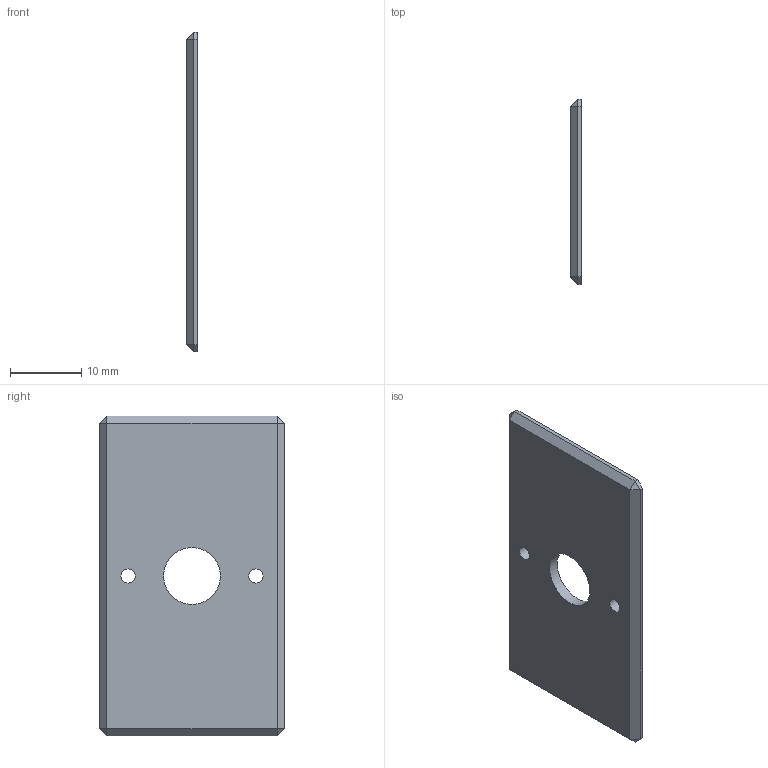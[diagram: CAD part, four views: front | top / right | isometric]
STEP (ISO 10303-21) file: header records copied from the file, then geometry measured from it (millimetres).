
FILE_DESCRIPTION(/* description */ (''),/* implementation_level */ '2;1');
FILE_NAME(/* name */ 'G2.step',/* time_stamp */ '2026-01-31T19:15:43+01:00',/* author */ (''),/* organization */ (''),/* preprocessor_version */ 'ST-DEVELOPER v20.1',/* originating_system */ 'Autodesk Translation Framework v14.21.0.0',/* authorisation */ '');
FILE_SCHEMA (('AUTOMOTIVE_DESIGN { 1 0 10303 214 3 1 1 }'));
Length unit declared in the file: millimetre
Products named in the file (1): G2
Bounding box: 1.5 x 26 x 45 mm (x, y, z)
Volume: 1598.8 mm3; surface area: 2406.2 mm2
Topology: 1 solids, 1 shells, 21 faces, 45 edges, 26 vertices
Faces by surface type: plane 18, cylinder 3
Full cylindrical faces by diameter (mm): 2 x2, 8 x1
Entity records: 594 total; most frequent: DIRECTION 95, CARTESIAN_POINT 93, ORIENTED_EDGE 90, EDGE_CURVE 45, LINE 39, VECTOR 39, AXIS2_PLACEMENT_3D 28, EDGE_LOOP 27
